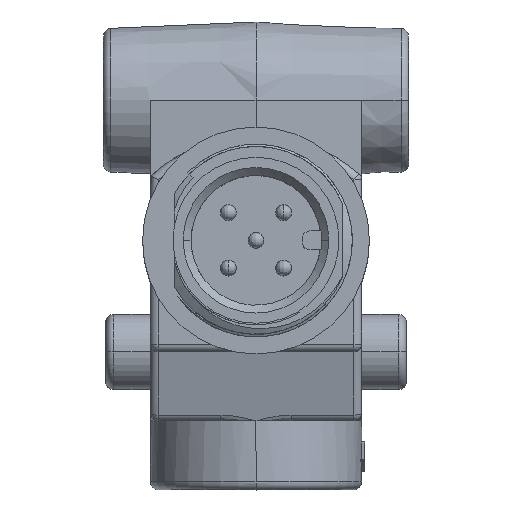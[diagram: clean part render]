
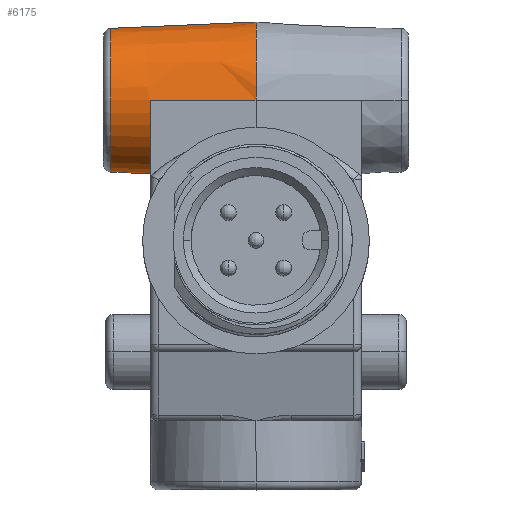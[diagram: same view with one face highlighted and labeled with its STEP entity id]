
A CAD part, top view. The second image highlights one B-rep face of the part: STEP entity #6175.
In plain terms, the highlighted conical face has half-angle 2.5 degrees and reference radius 4.705 mm.
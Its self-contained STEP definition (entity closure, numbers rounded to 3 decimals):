
#1484 = DIRECTION ( 'NONE',  ( -1., 0., 0. ) ) ;
#1928 = VECTOR ( 'NONE', #9578, 1000. ) ;
#2014 = CIRCLE ( 'NONE', #23184, 5. ) ;
#2789 = DIRECTION ( 'NONE',  ( -0.999, 0., -0.044 ) ) ;
#3163 = LINE ( 'NONE', #9626, #1928 ) ;
#3173 = CARTESIAN_POINT ( 'NONE',  ( 0., 9., 5. ) ) ;
#4141 = DIRECTION ( 'NONE',  ( 0., 1., 0. ) ) ;
#4184 = DIRECTION ( 'NONE',  ( 1., 0., 0. ) ) ;
#6175 = ADVANCED_FACE ( 'NONE', ( #14104 ), #12323, .T. ) ;
#6190 = LINE ( 'NONE', #3173, #9077 ) ;
#8441 = EDGE_CURVE ( 'NONE', #24259, #22257, #3163, .T. ) ;
#9077 = VECTOR ( 'NONE', #2789, 1000. ) ;
#9329 = ORIENTED_EDGE ( 'NONE', *, *, #27967, .T. ) ;
#9578 = DIRECTION ( 'NONE',  ( 0.999, 0.044, 0. ) ) ;
#9626 = CARTESIAN_POINT ( 'NONE',  ( -6.75, 13.705, 0. ) ) ;
#9713 = CARTESIAN_POINT ( 'NONE',  ( -6.75, 9., 0. ) ) ;
#10713 = EDGE_CURVE ( 'NONE', #14529, #14979, #6190, .T. ) ;
#11845 = VECTOR ( 'NONE', #20183, 1000. ) ;
#11910 = CARTESIAN_POINT ( 'NONE',  ( 0., 14., 0. ) ) ;
#12306 = DIRECTION ( 'NONE',  ( 0., 1., 0. ) ) ;
#12323 = CONICAL_SURFACE ( 'NONE', #31958, 4.705, 0.044 ) ;
#14104 = FACE_OUTER_BOUND ( 'NONE', #27607, .T. ) ;
#14218 = EDGE_CURVE ( 'NONE', #24259, #29030, #28514, .T. ) ;
#14529 = VERTEX_POINT ( 'NONE', #14592 ) ;
#14592 = CARTESIAN_POINT ( 'NONE',  ( 0., 9., 5. ) ) ;
#14979 = VERTEX_POINT ( 'NONE', #29144 ) ;
#15362 = ORIENTED_EDGE ( 'NONE', *, *, #17829, .T. ) ;
#16585 = CARTESIAN_POINT ( 'NONE',  ( -6.75, 9., 0. ) ) ;
#16857 = CARTESIAN_POINT ( 'NONE',  ( 0., 9., 0. ) ) ;
#16967 = CARTESIAN_POINT ( 'NONE',  ( -6.75, 4.295, 0. ) ) ;
#17829 = EDGE_CURVE ( 'NONE', #24890, #14979, #24669, .T. ) ;
#19484 = DIRECTION ( 'NONE',  ( 0., 0., -1. ) ) ;
#20183 = DIRECTION ( 'NONE',  ( 0.999, -0.044, 0. ) ) ;
#22257 = VERTEX_POINT ( 'NONE', #11910 ) ;
#22740 = CARTESIAN_POINT ( 'NONE',  ( -9.272, 13.595, 0. ) ) ;
#23184 = AXIS2_PLACEMENT_3D ( 'NONE', #16857, #1484, #19484 ) ;
#23222 = DIRECTION ( 'NONE',  ( 0., 0., -1. ) ) ;
#23310 = DIRECTION ( 'NONE',  ( 1., 0., 0. ) ) ;
#23357 = CARTESIAN_POINT ( 'NONE',  ( -9.272, 9., 0. ) ) ;
#24259 = VERTEX_POINT ( 'NONE', #22740 ) ;
#24669 = CIRCLE ( 'NONE', #29011, 4.705 ) ;
#24781 = EDGE_CURVE ( 'NONE', #14529, #22257, #2014, .T. ) ;
#24890 = VERTEX_POINT ( 'NONE', #16967 ) ;
#25501 = CARTESIAN_POINT ( 'NONE',  ( -6.75, 4.295, 0. ) ) ;
#26971 = AXIS2_PLACEMENT_3D ( 'NONE', #23357, #23310, #23222 ) ;
#27607 = EDGE_LOOP ( 'NONE', ( #31950, #9329, #15362, #27961, #30360, #29697 ) ) ;
#27961 = ORIENTED_EDGE ( 'NONE', *, *, #10713, .F. ) ;
#27967 = EDGE_CURVE ( 'NONE', #29030, #24890, #32901, .T. ) ;
#28222 = DIRECTION ( 'NONE',  ( -1., 0., 0. ) ) ;
#28514 = CIRCLE ( 'NONE', #26971, 4.595 ) ;
#29011 = AXIS2_PLACEMENT_3D ( 'NONE', #9713, #28222, #12306 ) ;
#29030 = VERTEX_POINT ( 'NONE', #30160 ) ;
#29144 = CARTESIAN_POINT ( 'NONE',  ( -6.75, 9., 4.705 ) ) ;
#29697 = ORIENTED_EDGE ( 'NONE', *, *, #8441, .F. ) ;
#30160 = CARTESIAN_POINT ( 'NONE',  ( -9.272, 4.405, 0. ) ) ;
#30360 = ORIENTED_EDGE ( 'NONE', *, *, #24781, .T. ) ;
#31950 = ORIENTED_EDGE ( 'NONE', *, *, #14218, .T. ) ;
#31958 = AXIS2_PLACEMENT_3D ( 'NONE', #16585, #4184, #4141 ) ;
#32901 = LINE ( 'NONE', #25501, #11845 ) ;
